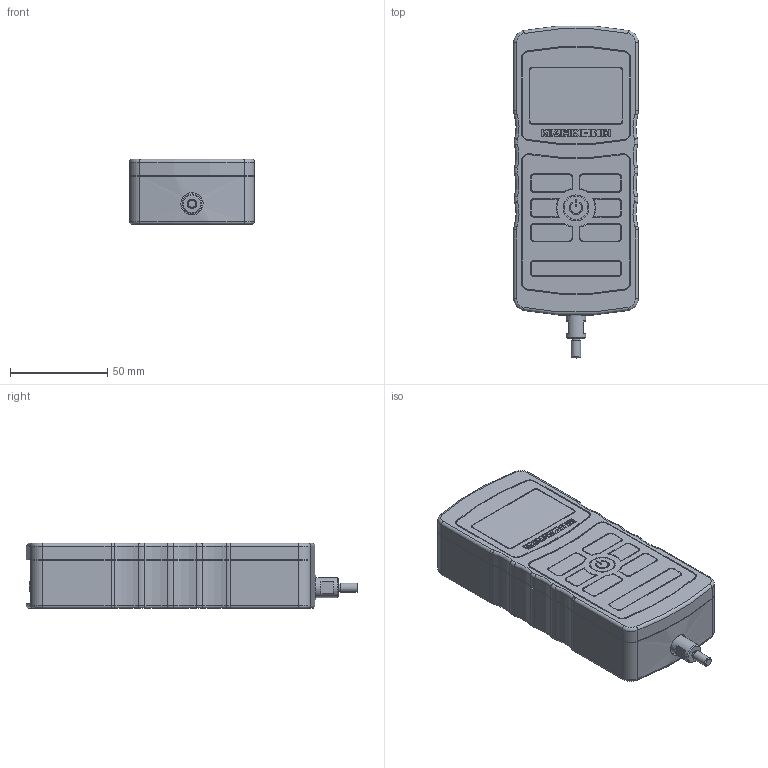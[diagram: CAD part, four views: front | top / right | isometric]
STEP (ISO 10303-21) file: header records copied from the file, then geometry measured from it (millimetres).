
FILE_DESCRIPTION((''),'2;1');
FILE_NAME('M4.stp','2017-06-20T17:14:20',('mlampen'),(''),'Autodesk Inventor 2010','Autodesk Inventor 2010','');
FILE_SCHEMA(('AUTOMOTIVE_DESIGN { 1 0 10303 214 1 1 1 1 }'));
Length unit declared in the file: inch
Products named in the file (1): Part2
Bounding box: 64.26 x 170.93 x 33.84 mm (x, y, z)
Volume: 308098.1 mm3; surface area: 39564.9 mm2
Topology: 16 solids, 18 shells, 769 faces, 1878 edges, 1217 vertices
Faces by surface type: plane 362, cylinder 271, bspline 70, torus 52, cone 12, sphere 2
Full cylindrical faces by diameter (mm): 1.016 x10, 2.063 x1, 2.068 x2, 2.5 x1, 3.175 x1, 3.505 x6, 3.81 x1, 4 x2, 4.775 x1, 4.826 x1, 5.486 x2, 6.299 x1, 6.35 x2, 7.163 x1, 7.925 x1, 7.938 x1, 10.16 x1, 11.43 x1, 11.938 x1, 12.065 x1, 12.7 x1, 13.335 x1
Entity records: 22236 total; most frequent: CARTESIAN_POINT 4343, DIRECTION 3832, ORIENTED_EDGE 3544, EDGE_CURVE 1772, AXIS2_PLACEMENT_3D 1389, VERTEX_POINT 1174, VECTOR 1054, LINE 1054
